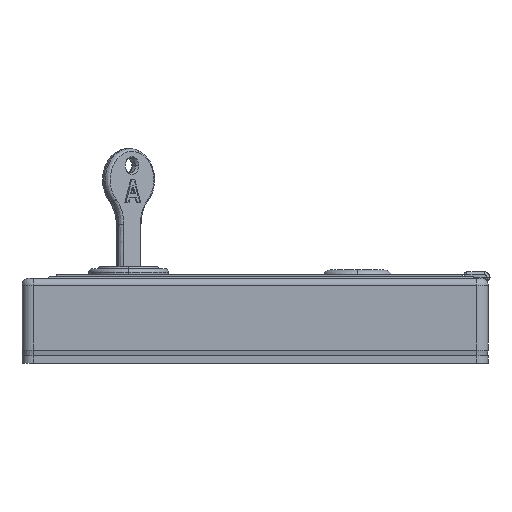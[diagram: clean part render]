
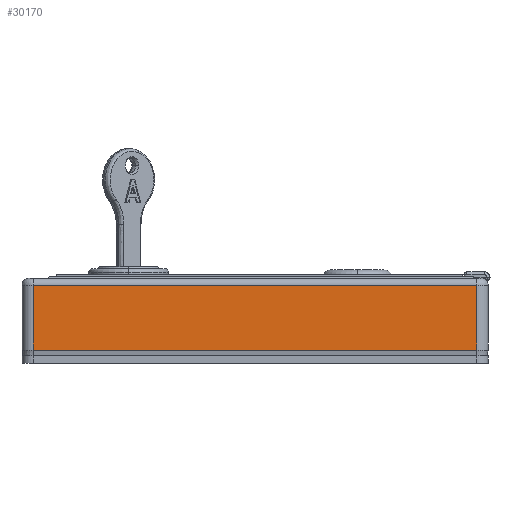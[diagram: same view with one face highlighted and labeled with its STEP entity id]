
A CAD part, left-side view. The second image highlights one B-rep face of the part: STEP entity #30170.
In plain terms, the highlighted planar face has unit normal (-1, 0, 0).
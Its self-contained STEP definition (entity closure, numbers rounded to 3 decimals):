
#60 = CARTESIAN_POINT ( 'NONE',  ( -106., 79., 30. ) ) ;
#951 = VECTOR ( 'NONE', #4481, 1000. ) ;
#1986 = CARTESIAN_POINT ( 'NONE',  ( -106., -77., 27.5 ) ) ;
#2874 = EDGE_LOOP ( 'NONE', ( #36808, #33664, #33640, #24760 ) ) ;
#3303 = DIRECTION ( 'NONE',  ( 0., 0., -1. ) ) ;
#4481 = DIRECTION ( 'NONE',  ( 0., -1., 0. ) ) ;
#5505 = VERTEX_POINT ( 'NONE', #20259 ) ;
#6564 = DIRECTION ( 'NONE',  ( 0., 1., 0. ) ) ;
#6632 = CARTESIAN_POINT ( 'NONE',  ( -106., -81., 30. ) ) ;
#6885 = CARTESIAN_POINT ( 'NONE',  ( -106., 79., 4.7 ) ) ;
#7290 = AXIS2_PLACEMENT_3D ( 'NONE', #6632, #19639, #19506 ) ;
#7913 = LINE ( 'NONE', #36080, #41135 ) ;
#8321 = CARTESIAN_POINT ( 'NONE',  ( -106., 79., 27.5 ) ) ;
#9608 = EDGE_CURVE ( 'NONE', #10776, #26938, #13388, .T. ) ;
#10776 = VERTEX_POINT ( 'NONE', #8321 ) ;
#12162 = FACE_OUTER_BOUND ( 'NONE', #2874, .T. ) ;
#13387 = PLANE ( 'NONE',  #7290 ) ;
#13388 = LINE ( 'NONE', #60, #34470 ) ;
#15835 = LINE ( 'NONE', #19282, #39499 ) ;
#17198 = EDGE_CURVE ( 'NONE', #5505, #34479, #7913, .T. ) ;
#19282 = CARTESIAN_POINT ( 'NONE',  ( -106., -81., 27.5 ) ) ;
#19506 = DIRECTION ( 'NONE',  ( 0., 0., -1. ) ) ;
#19639 = DIRECTION ( 'NONE',  ( 1., 0., 0. ) ) ;
#20259 = CARTESIAN_POINT ( 'NONE',  ( -106., -77., 4.7 ) ) ;
#24760 = ORIENTED_EDGE ( 'NONE', *, *, #40537, .T. ) ;
#26938 = VERTEX_POINT ( 'NONE', #6885 ) ;
#30170 = ADVANCED_FACE ( 'NONE', ( #12162 ), #13387, .F. ) ;
#31537 = LINE ( 'NONE', #39390, #951 ) ;
#32882 = EDGE_CURVE ( 'NONE', #26938, #5505, #31537, .T. ) ;
#33640 = ORIENTED_EDGE ( 'NONE', *, *, #17198, .T. ) ;
#33664 = ORIENTED_EDGE ( 'NONE', *, *, #32882, .T. ) ;
#34470 = VECTOR ( 'NONE', #3303, 1000. ) ;
#34479 = VERTEX_POINT ( 'NONE', #1986 ) ;
#36080 = CARTESIAN_POINT ( 'NONE',  ( -106., -77., 30. ) ) ;
#36808 = ORIENTED_EDGE ( 'NONE', *, *, #9608, .T. ) ;
#39349 = DIRECTION ( 'NONE',  ( 0., 0., 1. ) ) ;
#39390 = CARTESIAN_POINT ( 'NONE',  ( -106., -81., 4.7 ) ) ;
#39499 = VECTOR ( 'NONE', #6564, 1000. ) ;
#40537 = EDGE_CURVE ( 'NONE', #34479, #10776, #15835, .T. ) ;
#41135 = VECTOR ( 'NONE', #39349, 1000. ) ;
